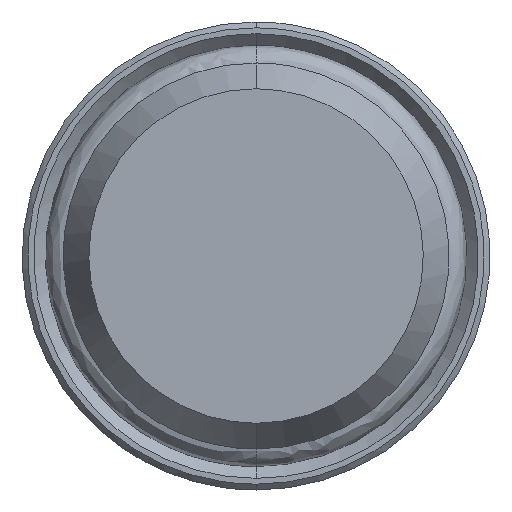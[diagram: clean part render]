
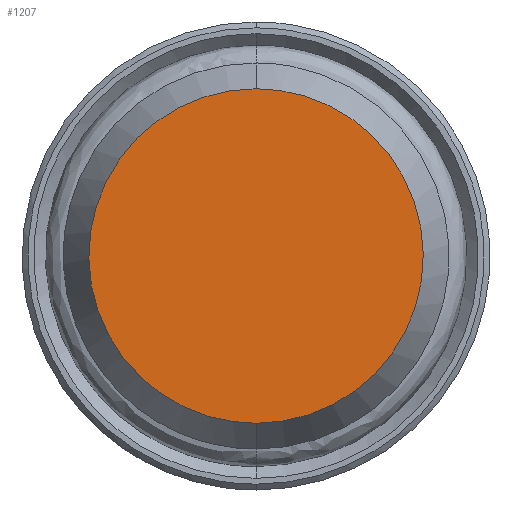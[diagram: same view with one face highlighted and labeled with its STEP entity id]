
A CAD part, front view. The second image highlights one B-rep face of the part: STEP entity #1207.
In plain terms, the highlighted free-form (B-spline) face has degree [1, 1] with [2, 2] control points.
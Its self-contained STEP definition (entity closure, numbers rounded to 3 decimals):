
#17 = CARTESIAN_POINT ( 'NONE',  ( -7.233, 0., 7.233 ) ) ;
#21 = CARTESIAN_POINT ( 'NONE',  ( -7.101, 0., -0.934 ) ) ;
#32 = CARTESIAN_POINT ( 'NONE',  ( -7.101, 0., 0.934 ) ) ;
#47 = CARTESIAN_POINT ( 'NONE',  ( -6.203, 0., 3.581 ) ) ;
#63 = CARTESIAN_POINT ( 'NONE',  ( -2.302, 0., -6.783 ) ) ;
#75 = CARTESIAN_POINT ( 'NONE',  ( -3.169, 0., -6.424 ) ) ;
#116 = CARTESIAN_POINT ( 'NONE',  ( 0.934, 0., -7.101 ) ) ;
#151 = CARTESIAN_POINT ( 'NONE',  ( 5.386, 0., -4.722 ) ) ;
#169 = CARTESIAN_POINT ( 'NONE',  ( 6.203, 0., -3.581 ) ) ;
#207 = CARTESIAN_POINT ( 'NONE',  ( -6.783, 0., 2.302 ) ) ;
#235 = CARTESIAN_POINT ( 'NONE',  ( 0., 0., -7.147 ) ) ;
#251 = CARTESIAN_POINT ( 'NONE',  ( -0.469, 0., -7.147 ) ) ;
#296 = CARTESIAN_POINT ( 'NONE',  ( 0., 0., -7.147 ) ) ;
#327 = CARTESIAN_POINT ( 'NONE',  ( 5.682, 0., 4.361 ) ) ;
#349 = CARTESIAN_POINT ( 'NONE',  ( 6.203, 0., 3.581 ) ) ;
#376 = CARTESIAN_POINT ( 'NONE',  ( -3.169, 0., 6.424 ) ) ;
#383 = CARTESIAN_POINT ( 'NONE',  ( -6.918, 0., -1.855 ) ) ;
#467 = CARTESIAN_POINT ( 'NONE',  ( 2.302, 0., -6.783 ) ) ;
#516 = CARTESIAN_POINT ( 'NONE',  ( 3.581, 0., 6.203 ) ) ;
#560 = CARTESIAN_POINT ( 'NONE',  ( -5.386, 0., 4.722 ) ) ;
#564 = CARTESIAN_POINT ( 'NONE',  ( 7.233, 0., 7.233 ) ) ;
#573 = CARTESIAN_POINT ( 'NONE',  ( 0., 0., 7.147 ) ) ;
#586 = CARTESIAN_POINT ( 'NONE',  ( -2.302, 0., 6.783 ) ) ;
#609 = CARTESIAN_POINT ( 'NONE',  ( -4.361, 0., -5.682 ) ) ;
#614 = CARTESIAN_POINT ( 'NONE',  ( -0.934, 0., -7.101 ) ) ;
#641 = CARTESIAN_POINT ( 'NONE',  ( 0.469, 0., -7.147 ) ) ;
#687 = CARTESIAN_POINT ( 'NONE',  ( 7.147, 0., 0.469 ) ) ;
#693 = CARTESIAN_POINT ( 'NONE',  ( 4.722, 0., -5.386 ) ) ;
#704 = CARTESIAN_POINT ( 'NONE',  ( 0., 0., 7.147 ) ) ;
#712 = CARTESIAN_POINT ( 'NONE',  ( 3.169, 0., 6.424 ) ) ;
#736 = CARTESIAN_POINT ( 'NONE',  ( -7.233, 0., -7.233 ) ) ;
#738 = CARTESIAN_POINT ( 'NONE',  ( -7.147, 0., 0.469 ) ) ;
#782 = CARTESIAN_POINT ( 'NONE',  ( 0., 0., -7.147 ) ) ;
#868 = CARTESIAN_POINT ( 'NONE',  ( 0.469, 0., 7.147 ) ) ;
#876 = CARTESIAN_POINT ( 'NONE',  ( 5.682, 0., -4.361 ) ) ;
#908 = CARTESIAN_POINT ( 'NONE',  ( -6.203, 0., -3.581 ) ) ;
#986 = CARTESIAN_POINT ( 'NONE',  ( 3.581, 0., -6.203 ) ) ;
#1018 = CARTESIAN_POINT ( 'NONE',  ( 7.147, 0., -0.469 ) ) ;
#1031 = CARTESIAN_POINT ( 'NONE',  ( 6.424, 0., -3.169 ) ) ;
#1043 = CARTESIAN_POINT ( 'NONE',  ( 2.302, 0., 6.783 ) ) ;
#1065 = CARTESIAN_POINT ( 'NONE',  ( -7.147, 0., -0.469 ) ) ;
#1131 = B_SPLINE_SURFACE_WITH_KNOTS ( 'NONE', 1, 1, ( 
 ( #17, #564 ),
 ( #736, #1961 ) ),
 .UNSPECIFIED., .F., .F., .F.,
 ( 2, 2 ),
 ( 2, 2 ),
 ( 0., 1. ),
 ( 0., 1. ),
 .UNSPECIFIED. ) ;
#1143 = EDGE_LOOP ( 'NONE', ( #2022, #2198 ) ) ;
#1179 = VERTEX_POINT ( 'NONE', #573 ) ;
#1196 = CARTESIAN_POINT ( 'NONE',  ( 4.361, 0., -5.682 ) ) ;
#1205 = CARTESIAN_POINT ( 'NONE',  ( 4.722, 0., 5.386 ) ) ;
#1207 = ADVANCED_FACE ( 'NONE', ( #1396 ), #1131, .T. ) ;
#1235 = VERTEX_POINT ( 'NONE', #235 ) ;
#1260 = CARTESIAN_POINT ( 'NONE',  ( 0., 0., 7.147 ) ) ;
#1268 = CARTESIAN_POINT ( 'NONE',  ( -6.424, 0., 3.169 ) ) ;
#1280 = EDGE_CURVE ( 'NONE', #1179, #1235, #2235, .T. ) ;
#1369 = CARTESIAN_POINT ( 'NONE',  ( 6.424, 0., 3.169 ) ) ;
#1387 = CARTESIAN_POINT ( 'NONE',  ( 6.918, 0., 1.855 ) ) ;
#1396 = FACE_OUTER_BOUND ( 'NONE', #1143, .T. ) ;
#1414 = CARTESIAN_POINT ( 'NONE',  ( -1.855, 0., 6.918 ) ) ;
#1444 = CARTESIAN_POINT ( 'NONE',  ( -6.918, 0., 1.855 ) ) ;
#1525 = EDGE_CURVE ( 'NONE', #1235, #1179, #2062, .T. ) ;
#1531 = CARTESIAN_POINT ( 'NONE',  ( 6.918, 0., -1.855 ) ) ;
#1543 = CARTESIAN_POINT ( 'NONE',  ( 4.361, 0., 5.682 ) ) ;
#1592 = CARTESIAN_POINT ( 'NONE',  ( -3.581, 0., 6.203 ) ) ;
#1598 = CARTESIAN_POINT ( 'NONE',  ( -6.783, 0., -2.302 ) ) ;
#1637 = CARTESIAN_POINT ( 'NONE',  ( -1.855, 0., -6.918 ) ) ;
#1642 = CARTESIAN_POINT ( 'NONE',  ( -4.722, 0., -5.386 ) ) ;
#1653 = CARTESIAN_POINT ( 'NONE',  ( -5.682, 0., -4.361 ) ) ;
#1744 = CARTESIAN_POINT ( 'NONE',  ( 7.101, 0., -0.934 ) ) ;
#1805 = CARTESIAN_POINT ( 'NONE',  ( -4.361, 0., 5.682 ) ) ;
#1863 = CARTESIAN_POINT ( 'NONE',  ( 3.169, 0., -6.424 ) ) ;
#1894 = CARTESIAN_POINT ( 'NONE',  ( 0.934, 0., 7.101 ) ) ;
#1904 = CARTESIAN_POINT ( 'NONE',  ( 1.855, 0., 6.918 ) ) ;
#1931 = CARTESIAN_POINT ( 'NONE',  ( 6.783, 0., -2.302 ) ) ;
#1961 = CARTESIAN_POINT ( 'NONE',  ( 7.233, 0., -7.233 ) ) ;
#1966 = CARTESIAN_POINT ( 'NONE',  ( -6.424, 0., -3.169 ) ) ;
#1980 = CARTESIAN_POINT ( 'NONE',  ( -5.682, 0., 4.361 ) ) ;
#2022 = ORIENTED_EDGE ( 'NONE', *, *, #1280, .T. ) ;
#2062 = B_SPLINE_CURVE_WITH_KNOTS ( 'NONE', 3,
 ( #296, #641, #116, #2222, #467, #1863, #986, #1196, #693, #151, #876, #169, #1031, #1931, #1531, #1744, #1018, #687, #2116, #1387, #2274, #1369, #349, #327, #2109, #1205, #1543, #516, #712, #1043, #1904, #1894, #868, #704 ),
 .UNSPECIFIED., .F., .F.,
 ( 4, 2, 2, 2, 2, 2, 2, 2, 2, 2, 2, 2, 2, 2, 2, 2, 4 ),
 ( 0., 0.196, 0.393, 0.589, 0.785, 0.982, 1.178, 1.374, 1.571, 1.767, 1.963, 2.16, 2.356, 2.553, 2.749, 2.945, 3.142 ),
 .UNSPECIFIED. ) ;
#2109 = CARTESIAN_POINT ( 'NONE',  ( 5.386, 0., 4.722 ) ) ;
#2116 = CARTESIAN_POINT ( 'NONE',  ( 7.101, 0., 0.934 ) ) ;
#2141 = CARTESIAN_POINT ( 'NONE',  ( -0.469, 0., 7.147 ) ) ;
#2169 = CARTESIAN_POINT ( 'NONE',  ( -4.722, 0., 5.386 ) ) ;
#2173 = CARTESIAN_POINT ( 'NONE',  ( -0.934, 0., 7.101 ) ) ;
#2185 = CARTESIAN_POINT ( 'NONE',  ( -5.386, 0., -4.722 ) ) ;
#2192 = CARTESIAN_POINT ( 'NONE',  ( -3.581, 0., -6.203 ) ) ;
#2198 = ORIENTED_EDGE ( 'NONE', *, *, #1525, .T. ) ;
#2222 = CARTESIAN_POINT ( 'NONE',  ( 1.855, 0., -6.918 ) ) ;
#2235 = B_SPLINE_CURVE_WITH_KNOTS ( 'NONE', 3,
 ( #1260, #2141, #2173, #1414, #586, #376, #1592, #1805, #2169, #560, #1980, #47, #1268, #207, #1444, #32, #738, #1065, #21, #383, #1598, #1966, #908, #1653, #2185, #1642, #609, #2192, #75, #63, #1637, #614, #251, #782 ),
 .UNSPECIFIED., .F., .F.,
 ( 4, 2, 2, 2, 2, 2, 2, 2, 2, 2, 2, 2, 2, 2, 2, 2, 4 ),
 ( 0., 0.196, 0.393, 0.589, 0.785, 0.982, 1.178, 1.374, 1.571, 1.767, 1.963, 2.16, 2.356, 2.553, 2.749, 2.945, 3.142 ),
 .UNSPECIFIED. ) ;
#2274 = CARTESIAN_POINT ( 'NONE',  ( 6.783, 0., 2.302 ) ) ;
